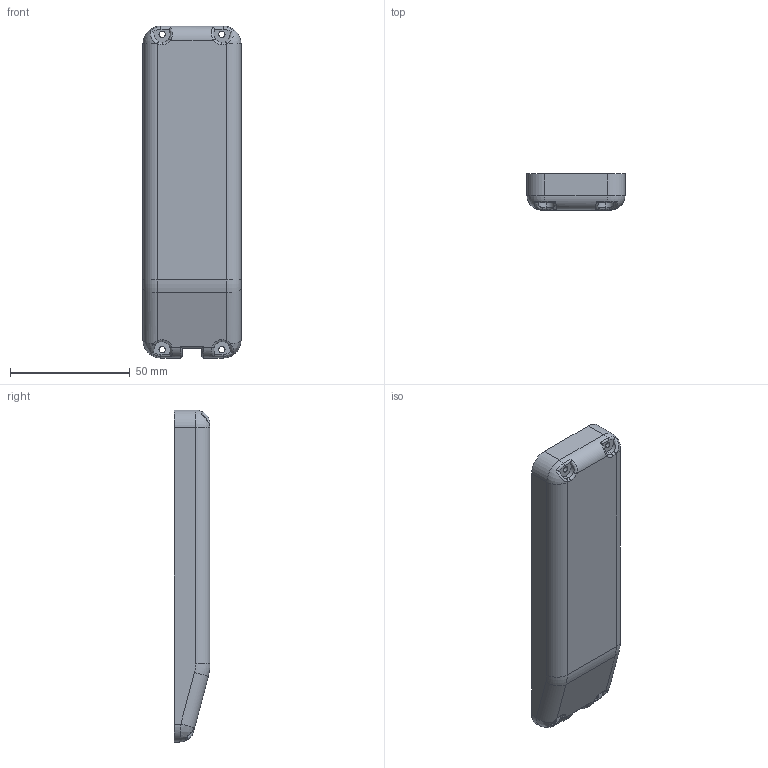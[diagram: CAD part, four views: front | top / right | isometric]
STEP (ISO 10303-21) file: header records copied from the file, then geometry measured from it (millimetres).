
FILE_DESCRIPTION (( 'STEP AP203' ), '1' );
FILE_NAME ('peça inferior.STEP', '2014-11-02T23:12:24', ( '' ), ( '' ), 'SwSTEP 2.0', 'SolidWorks 2013', '' );
FILE_SCHEMA (( 'CONFIG_CONTROL_DESIGN' ));
Length unit declared in the file: millimetre
Products named in the file (1): pe蓷 inferior
Bounding box: 41 x 15 x 138.8 mm (x, y, z)
Volume: 31331.6 mm3; surface area: 19239 mm2
Topology: 1 solids, 1 shells, 162 faces, 402 edges, 241 vertices
Faces by surface type: cylinder 74, plane 36, torus 25, bspline 22, sphere 5
Entity records: 8301 total; most frequent: CARTESIAN_POINT 4514, ORIENTED_EDGE 794, DIRECTION 778, EDGE_CURVE 397, AXIS2_PLACEMENT_3D 316, VERTEX_POINT 241, CIRCLE 175, EDGE_LOOP 174
